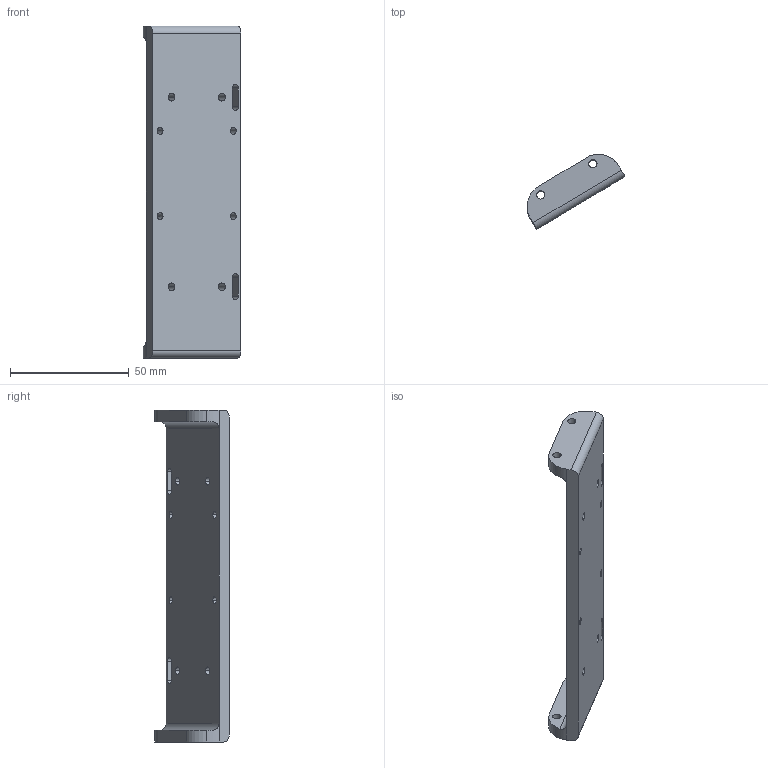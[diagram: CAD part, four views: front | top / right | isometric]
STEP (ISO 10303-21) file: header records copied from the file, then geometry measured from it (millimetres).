
FILE_DESCRIPTION (( 'STEP AP214' ), '1' );
FILE_NAME ('諷秶啣嘐隅.STEP', '2024-11-28T16:02:36', ( '' ), ( '' ), 'SwSTEP 2.0', 'SolidWorks 2024', '' );
FILE_SCHEMA (( 'AUTOMOTIVE_DESIGN' ));
Length unit declared in the file: millimetre
Products named in the file (1): 控制板固定
Bounding box: 41.23 x 31.43 x 140 mm (x, y, z)
Volume: 33484.2 mm3; surface area: 15982.1 mm2
Topology: 1 solids, 1 shells, 52 faces, 146 edges, 96 vertices
Faces by surface type: cylinder 38, plane 14
Entity records: 1845 total; most frequent: CARTESIAN_POINT 359, DIRECTION 320, ORIENTED_EDGE 292, EDGE_CURVE 146, AXIS2_PLACEMENT_3D 125, VERTEX_POINT 96, EDGE_LOOP 80, CIRCLE 72
